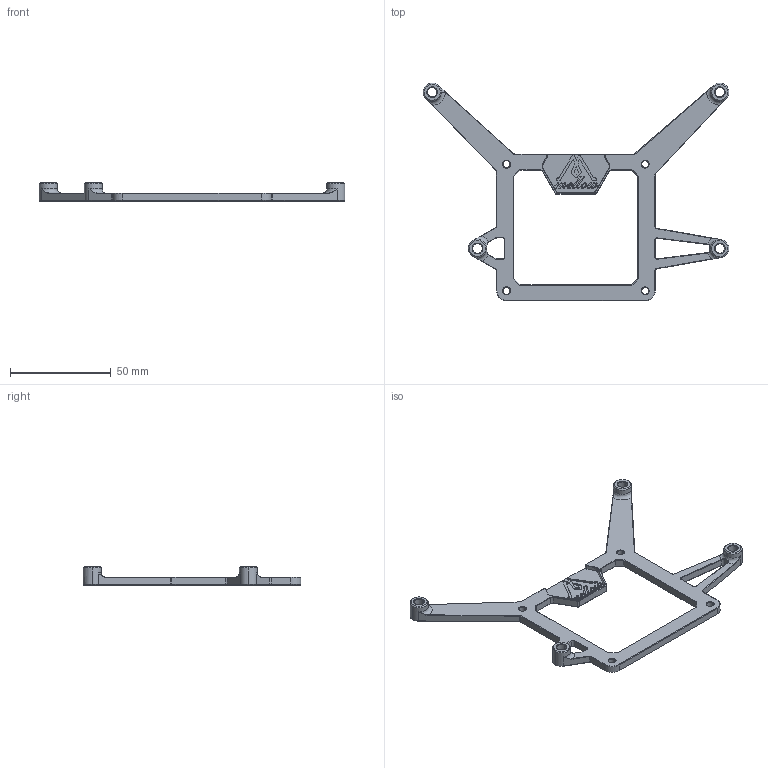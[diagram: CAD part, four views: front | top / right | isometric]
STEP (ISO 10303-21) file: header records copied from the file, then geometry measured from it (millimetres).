
FILE_DESCRIPTION (( 'STEP AP203' ), '1' );
FILE_NAME ('FLY Gemini Mount for VORON0 by P3D.STEP', '2023-04-18T11:42:36', ( '' ), ( '' ), 'SwSTEP 2.0', 'SolidWorks 2023', '' );
FILE_SCHEMA (( 'CONFIG_CONTROL_DESIGN' ));
Length unit declared in the file: millimetre
Products named in the file (1): FLY Gemini Mount for VORON0 by P3D
Bounding box: 152.1 x 108.32 x 9 mm (x, y, z)
Volume: 15820 mm3; surface area: 12683.8 mm2
Topology: 1 solids, 1 shells, 514 faces, 1338 edges, 821 vertices
Faces by surface type: bspline 225, plane 129, cone 98, cylinder 56, torus 6
Entity records: 19283 total; most frequent: CARTESIAN_POINT 8146, ORIENTED_EDGE 2660, DIRECTION 1661, EDGE_CURVE 1330, VERTEX_POINT 821, VECTOR 635, LINE 635, EDGE_LOOP 539
